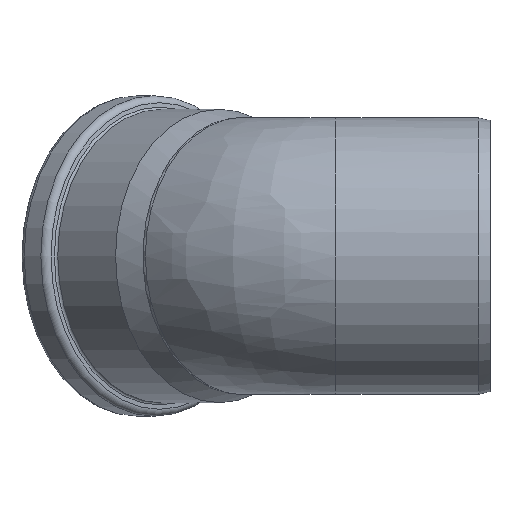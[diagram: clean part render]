
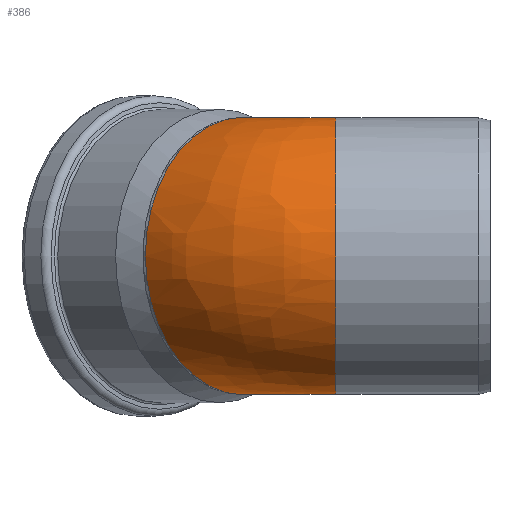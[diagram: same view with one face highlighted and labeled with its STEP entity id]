
A CAD part, left-side view. The second image highlights one B-rep face of the part: STEP entity #386.
In plain terms, the highlighted free-form (B-spline) face has degree [2, 2] with [9, 3] control points.
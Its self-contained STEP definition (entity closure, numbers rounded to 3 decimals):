
#29=(
BOUNDED_SURFACE()
B_SPLINE_SURFACE(2,2,((#718,#719,#720),(#721,#722,#723),(#724,#725,#726),
(#727,#728,#729),(#730,#731,#732),(#733,#734,#735),(#736,#737,#738),(#739,
#740,#741),(#742,#743,#744)),.UNSPECIFIED.,.F.,.F.,.F.)
B_SPLINE_SURFACE_WITH_KNOTS((3,2,2,2,3),(3,3),(-2.762,-1.381,
0.,1.381,2.762),(0.,
0.785),.UNSPECIFIED.)
GEOMETRIC_REPRESENTATION_ITEM()
RATIONAL_B_SPLINE_SURFACE(((1.,0.924,1.),(0.771,
0.712,0.771),(1.,0.924,1.),(0.771,
0.712,0.771),(1.,0.924,1.),(0.771,
0.712,0.771),(1.,0.924,1.),(0.771,
0.712,0.771),(1.,0.924,1.)))
REPRESENTATION_ITEM('')
SURFACE()
);
#46=B_SPLINE_CURVE_WITH_KNOTS('',3,(#660,#661,#662,#663,#664,#665,#666),
 .UNSPECIFIED.,.F.,.F.,(4,3,4),(0.,0.036,
0.073),.UNSPECIFIED.);
#47=B_SPLINE_CURVE_WITH_KNOTS('',3,(#670,#671,#672,#673,#674,#675,#676),
 .UNSPECIFIED.,.F.,.F.,(4,3,4),(0.,0.036,
0.073),.UNSPECIFIED.);
#84=FACE_OUTER_BOUND('',#120,.T.);
#120=EDGE_LOOP('',(#306,#307,#308,#309));
#184=CIRCLE('',#427,55.15);
#186=CIRCLE('',#429,55.15);
#218=VERTEX_POINT('',#658);
#219=VERTEX_POINT('',#659);
#220=VERTEX_POINT('',#667);
#221=VERTEX_POINT('',#669);
#255=EDGE_CURVE('',#218,#219,#46,.T.);
#257=EDGE_CURVE('',#221,#220,#47,.T.);
#261=EDGE_CURVE('',#221,#219,#184,.T.);
#263=EDGE_CURVE('',#220,#218,#186,.T.);
#306=ORIENTED_EDGE('',*,*,#257,.T.);
#307=ORIENTED_EDGE('',*,*,#263,.T.);
#308=ORIENTED_EDGE('',*,*,#255,.T.);
#309=ORIENTED_EDGE('',*,*,#261,.F.);
#386=ADVANCED_FACE('',(#84),#29,.F.);
#427=AXIS2_PLACEMENT_3D('',#716,#506,#507);
#429=AXIS2_PLACEMENT_3D('',#745,#510,#511);
#506=DIRECTION('center_axis',(0.707,0.707,0.));
#507=DIRECTION('ref_axis',(0.707,-0.707,0.));
#510=DIRECTION('center_axis',(0.,1.,0.));
#511=DIRECTION('ref_axis',(1.,0.,0.));
#658=CARTESIAN_POINT('',(51.221,61.399,20.443));
#659=CARTESIAN_POINT('',(51.493,62.055,20.443));
#660=CARTESIAN_POINT('Ctrl Pts',(51.221,61.399,20.443));
#661=CARTESIAN_POINT('Ctrl Pts',(51.225,61.519,20.434));
#662=CARTESIAN_POINT('Ctrl Pts',(51.25,61.637,20.43));
#663=CARTESIAN_POINT('Ctrl Pts',(51.296,61.749,20.43));
#664=CARTESIAN_POINT('Ctrl Pts',(51.343,61.862,20.43));
#665=CARTESIAN_POINT('Ctrl Pts',(51.409,61.966,20.434));
#666=CARTESIAN_POINT('Ctrl Pts',(51.493,62.055,20.443));
#667=CARTESIAN_POINT('',(51.221,61.399,-20.443));
#669=CARTESIAN_POINT('',(51.493,62.055,-20.443));
#670=CARTESIAN_POINT('Ctrl Pts',(51.493,62.055,-20.443));
#671=CARTESIAN_POINT('Ctrl Pts',(51.409,61.966,-20.434));
#672=CARTESIAN_POINT('Ctrl Pts',(51.343,61.862,-20.43));
#673=CARTESIAN_POINT('Ctrl Pts',(51.296,61.749,-20.43));
#674=CARTESIAN_POINT('Ctrl Pts',(51.25,61.637,-20.43));
#675=CARTESIAN_POINT('Ctrl Pts',(51.225,61.519,-20.434));
#676=CARTESIAN_POINT('Ctrl Pts',(51.221,61.399,-20.443));
#716=CARTESIAN_POINT('Origin',(15.274,98.274,0.));
#718=CARTESIAN_POINT('Ctrl Pts',(51.226,61.399,20.43));
#719=CARTESIAN_POINT('Ctrl Pts',(51.226,61.781,20.43));
#720=CARTESIAN_POINT('Ctrl Pts',(51.497,62.052,20.43));
#721=CARTESIAN_POINT('Ctrl Pts',(34.347,61.399,62.754));
#722=CARTESIAN_POINT('Ctrl Pts',(34.347,68.773,62.754));
#723=CARTESIAN_POINT('Ctrl Pts',(39.561,73.987,62.754));
#724=CARTESIAN_POINT('Ctrl Pts',(-10.402,61.399,54.16));
#725=CARTESIAN_POINT('Ctrl Pts',(-10.402,87.308,54.16));
#726=CARTESIAN_POINT('Ctrl Pts',(7.919,105.629,54.16));
#727=CARTESIAN_POINT('Ctrl Pts',(-55.15,61.399,45.566));
#728=CARTESIAN_POINT('Ctrl Pts',(-55.15,105.844,45.566));
#729=CARTESIAN_POINT('Ctrl Pts',(-23.723,137.271,45.566));
#730=CARTESIAN_POINT('Ctrl Pts',(-55.15,61.399,0.));
#731=CARTESIAN_POINT('Ctrl Pts',(-55.15,105.844,0.));
#732=CARTESIAN_POINT('Ctrl Pts',(-23.723,137.271,0.));
#733=CARTESIAN_POINT('Ctrl Pts',(-55.15,61.399,-45.566));
#734=CARTESIAN_POINT('Ctrl Pts',(-55.15,105.844,-45.566));
#735=CARTESIAN_POINT('Ctrl Pts',(-23.723,137.271,-45.566));
#736=CARTESIAN_POINT('Ctrl Pts',(-10.402,61.399,-54.16));
#737=CARTESIAN_POINT('Ctrl Pts',(-10.402,87.308,-54.16));
#738=CARTESIAN_POINT('Ctrl Pts',(7.919,105.629,-54.16));
#739=CARTESIAN_POINT('Ctrl Pts',(34.347,61.399,-62.754));
#740=CARTESIAN_POINT('Ctrl Pts',(34.347,68.773,-62.754));
#741=CARTESIAN_POINT('Ctrl Pts',(39.561,73.987,-62.754));
#742=CARTESIAN_POINT('Ctrl Pts',(51.226,61.399,-20.43));
#743=CARTESIAN_POINT('Ctrl Pts',(51.226,61.781,-20.43));
#744=CARTESIAN_POINT('Ctrl Pts',(51.497,62.052,-20.43));
#745=CARTESIAN_POINT('Origin',(0.,61.399,0.));
